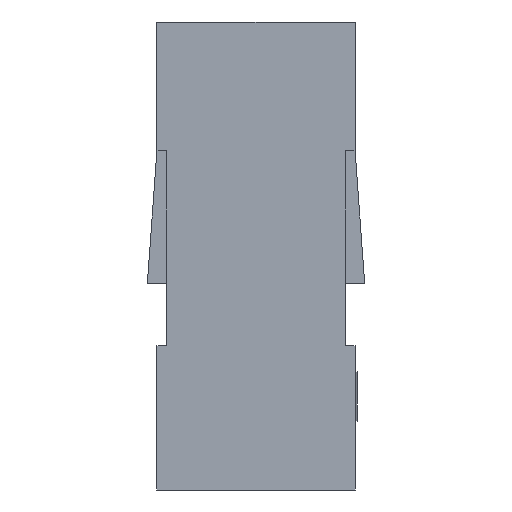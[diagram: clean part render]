
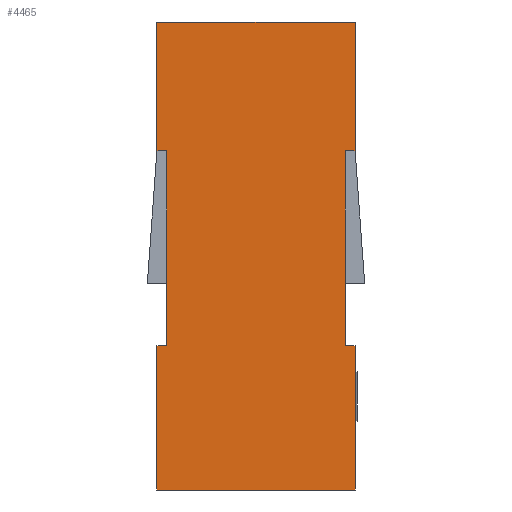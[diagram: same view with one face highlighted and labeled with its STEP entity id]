
A CAD part, left-side view. The second image highlights one B-rep face of the part: STEP entity #4465.
In plain terms, the highlighted planar face has unit normal (-1, 0, 0).
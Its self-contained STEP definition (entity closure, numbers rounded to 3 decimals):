
#25 = DIRECTION ( 'NONE',  ( 0., 0., 1. ) ) ;
#497 = VECTOR ( 'NONE', #27865, 1000. ) ;
#650 = CARTESIAN_POINT ( 'NONE',  ( -11.43, -2.048, 3.7 ) ) ;
#752 = CARTESIAN_POINT ( 'NONE',  ( -11.43, 3.56, 8.7 ) ) ;
#1437 = CARTESIAN_POINT ( 'NONE',  ( -11.43, -1.27, 12. ) ) ;
#1918 = VERTEX_POINT ( 'NONE', #19627 ) ;
#2994 = CARTESIAN_POINT ( 'NONE',  ( -11.43, 3.81, 8.7 ) ) ;
#3338 = LINE ( 'NONE', #7487, #497 ) ;
#3452 = LINE ( 'NONE', #10296, #30082 ) ;
#3560 = LINE ( 'NONE', #12842, #31340 ) ;
#3609 = DIRECTION ( 'NONE',  ( 0., 1., 0. ) ) ;
#3881 = LINE ( 'NONE', #30692, #5887 ) ;
#3932 = DIRECTION ( 'NONE',  ( 0., 0., -1. ) ) ;
#4155 = VERTEX_POINT ( 'NONE', #9400 ) ;
#4168 = EDGE_LOOP ( 'NONE', ( #23782, #24765, #30823, #11088, #23924, #11724, #6522, #29233, #16277, #13081, #12673, #27569 ) ) ;
#4393 = EDGE_CURVE ( 'NONE', #23001, #11626, #26840, .T. ) ;
#4465 = ADVANCED_FACE ( 'NONE', ( #12386 ), #13472, .F. ) ;
#5042 = CARTESIAN_POINT ( 'NONE',  ( -11.43, 0., 12. ) ) ;
#5632 = CARTESIAN_POINT ( 'NONE',  ( -11.43, 4.588, 8.7 ) ) ;
#5755 = DIRECTION ( 'NONE',  ( 0., 1., 0. ) ) ;
#5887 = VECTOR ( 'NONE', #25, 1000. ) ;
#6522 = ORIENTED_EDGE ( 'NONE', *, *, #20370, .F. ) ;
#7487 = CARTESIAN_POINT ( 'NONE',  ( -11.43, 3.81, 12. ) ) ;
#8072 = VECTOR ( 'NONE', #18189, 1000. ) ;
#8175 = DIRECTION ( 'NONE',  ( 0., 0., -1. ) ) ;
#9080 = VERTEX_POINT ( 'NONE', #2994 ) ;
#9400 = CARTESIAN_POINT ( 'NONE',  ( -11.43, -1.27, 0. ) ) ;
#9673 = CARTESIAN_POINT ( 'NONE',  ( -11.43, 4.588, 3.7 ) ) ;
#9779 = VERTEX_POINT ( 'NONE', #20031 ) ;
#9894 = CARTESIAN_POINT ( 'NONE',  ( -11.43, -1.27, 12. ) ) ;
#10157 = CARTESIAN_POINT ( 'NONE',  ( -11.43, 3.81, 3.7 ) ) ;
#10296 = CARTESIAN_POINT ( 'NONE',  ( -11.43, -1.02, 8.7 ) ) ;
#10354 = LINE ( 'NONE', #650, #30044 ) ;
#10975 = VECTOR ( 'NONE', #3609, 1000. ) ;
#11088 = ORIENTED_EDGE ( 'NONE', *, *, #32269, .F. ) ;
#11626 = VERTEX_POINT ( 'NONE', #23172 ) ;
#11724 = ORIENTED_EDGE ( 'NONE', *, *, #15824, .F. ) ;
#11770 = VERTEX_POINT ( 'NONE', #752 ) ;
#12386 = FACE_OUTER_BOUND ( 'NONE', #4168, .T. ) ;
#12543 = DIRECTION ( 'NONE',  ( 0., 0., 1. ) ) ;
#12673 = ORIENTED_EDGE ( 'NONE', *, *, #22945, .F. ) ;
#12796 = VECTOR ( 'NONE', #3932, 1000. ) ;
#12842 = CARTESIAN_POINT ( 'NONE',  ( -11.43, 0., 0. ) ) ;
#13081 = ORIENTED_EDGE ( 'NONE', *, *, #28655, .T. ) ;
#13257 = DIRECTION ( 'NONE',  ( 0., 1., 0. ) ) ;
#13472 = PLANE ( 'NONE',  #17044 ) ;
#13662 = EDGE_CURVE ( 'NONE', #9779, #24949, #17695, .T. ) ;
#13715 = CARTESIAN_POINT ( 'NONE',  ( -11.43, -1.27, 3.7 ) ) ;
#14001 = VECTOR ( 'NONE', #14506, 1000. ) ;
#14506 = DIRECTION ( 'NONE',  ( 0., 0., -1. ) ) ;
#14604 = LINE ( 'NONE', #31976, #10975 ) ;
#14808 = LINE ( 'NONE', #24758, #14001 ) ;
#15455 = EDGE_CURVE ( 'NONE', #20948, #9080, #3338, .T. ) ;
#15824 = EDGE_CURVE ( 'NONE', #11770, #9080, #14604, .T. ) ;
#16277 = ORIENTED_EDGE ( 'NONE', *, *, #4393, .T. ) ;
#16546 = VERTEX_POINT ( 'NONE', #31362 ) ;
#16879 = VERTEX_POINT ( 'NONE', #29455 ) ;
#16915 = VECTOR ( 'NONE', #31284, 1000. ) ;
#17044 = AXIS2_PLACEMENT_3D ( 'NONE', #28668, #31449, #13257 ) ;
#17287 = EDGE_CURVE ( 'NONE', #23551, #16546, #32489, .T. ) ;
#17499 = DIRECTION ( 'NONE',  ( 0., -1., 0. ) ) ;
#17695 = LINE ( 'NONE', #9673, #23733 ) ;
#18189 = DIRECTION ( 'NONE',  ( 0., -1., 0. ) ) ;
#19570 = VECTOR ( 'NONE', #8175, 1000. ) ;
#19627 = CARTESIAN_POINT ( 'NONE',  ( -11.43, -1.02, 8.7 ) ) ;
#19949 = EDGE_CURVE ( 'NONE', #9779, #1918, #3452, .T. ) ;
#20031 = CARTESIAN_POINT ( 'NONE',  ( -11.43, -1.02, 3.7 ) ) ;
#20370 = EDGE_CURVE ( 'NONE', #16879, #11770, #3881, .T. ) ;
#20543 = DIRECTION ( 'NONE',  ( 0., -1., 0. ) ) ;
#20779 = CARTESIAN_POINT ( 'NONE',  ( -11.43, 3.81, 12. ) ) ;
#20948 = VERTEX_POINT ( 'NONE', #20779 ) ;
#22945 = EDGE_CURVE ( 'NONE', #24949, #4155, #14808, .T. ) ;
#23001 = VERTEX_POINT ( 'NONE', #10157 ) ;
#23172 = CARTESIAN_POINT ( 'NONE',  ( -11.43, 3.81, 0. ) ) ;
#23551 = VERTEX_POINT ( 'NONE', #9894 ) ;
#23733 = VECTOR ( 'NONE', #17499, 1000. ) ;
#23782 = ORIENTED_EDGE ( 'NONE', *, *, #19949, .T. ) ;
#23924 = ORIENTED_EDGE ( 'NONE', *, *, #15455, .T. ) ;
#24342 = EDGE_CURVE ( 'NONE', #16879, #23001, #10354, .T. ) ;
#24758 = CARTESIAN_POINT ( 'NONE',  ( -11.43, -1.27, 12. ) ) ;
#24765 = ORIENTED_EDGE ( 'NONE', *, *, #29916, .T. ) ;
#24949 = VERTEX_POINT ( 'NONE', #13715 ) ;
#25942 = CARTESIAN_POINT ( 'NONE',  ( -11.43, 3.81, 12. ) ) ;
#26840 = LINE ( 'NONE', #25942, #19570 ) ;
#27569 = ORIENTED_EDGE ( 'NONE', *, *, #13662, .F. ) ;
#27865 = DIRECTION ( 'NONE',  ( 0., 0., -1. ) ) ;
#28655 = EDGE_CURVE ( 'NONE', #11626, #4155, #3560, .T. ) ;
#28668 = CARTESIAN_POINT ( 'NONE',  ( -11.43, 0., 12. ) ) ;
#29233 = ORIENTED_EDGE ( 'NONE', *, *, #24342, .T. ) ;
#29414 = LINE ( 'NONE', #5042, #8072 ) ;
#29455 = CARTESIAN_POINT ( 'NONE',  ( -11.43, 3.56, 3.7 ) ) ;
#29916 = EDGE_CURVE ( 'NONE', #1918, #16546, #31827, .T. ) ;
#30044 = VECTOR ( 'NONE', #5755, 1000. ) ;
#30082 = VECTOR ( 'NONE', #12543, 1000. ) ;
#30692 = CARTESIAN_POINT ( 'NONE',  ( -11.43, 3.56, 8.7 ) ) ;
#30823 = ORIENTED_EDGE ( 'NONE', *, *, #17287, .F. ) ;
#31284 = DIRECTION ( 'NONE',  ( 0., -1., 0. ) ) ;
#31340 = VECTOR ( 'NONE', #20543, 1000. ) ;
#31362 = CARTESIAN_POINT ( 'NONE',  ( -11.43, -1.27, 8.7 ) ) ;
#31449 = DIRECTION ( 'NONE',  ( 1., 0., 0. ) ) ;
#31827 = LINE ( 'NONE', #5632, #16915 ) ;
#31976 = CARTESIAN_POINT ( 'NONE',  ( -11.43, -2.048, 8.7 ) ) ;
#32269 = EDGE_CURVE ( 'NONE', #20948, #23551, #29414, .T. ) ;
#32489 = LINE ( 'NONE', #1437, #12796 ) ;
